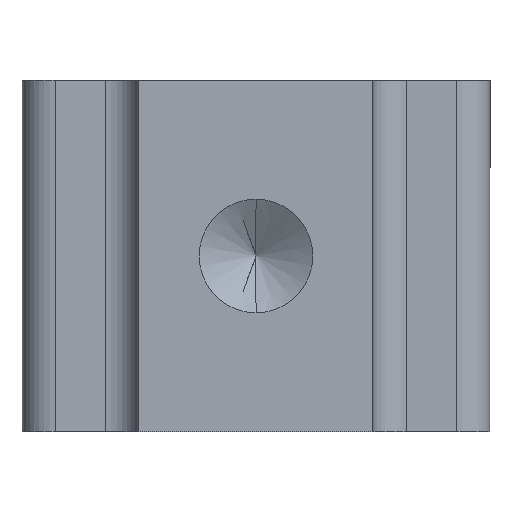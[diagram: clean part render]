
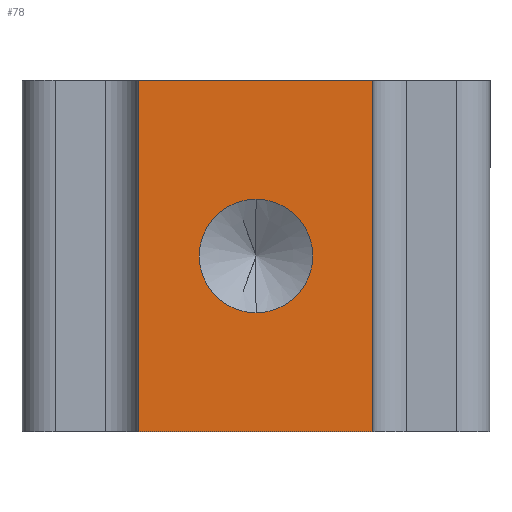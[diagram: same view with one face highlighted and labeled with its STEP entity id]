
A CAD part, front view. The second image highlights one B-rep face of the part: STEP entity #78.
In plain terms, the highlighted planar face has unit normal (0, -1, 0).
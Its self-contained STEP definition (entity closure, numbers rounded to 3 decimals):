
#1 = DIRECTION ( 'NONE',  ( 0., 0., 1. ) ) ;
#5 = LINE ( 'NONE', #438, #660 ) ;
#6 = ORIENTED_EDGE ( 'NONE', *, *, #129, .F. ) ;
#12 = CARTESIAN_POINT ( 'NONE',  ( -7., 0., -10.5 ) ) ;
#13 = EDGE_CURVE ( 'NONE', #579, #475, #73, .T. ) ;
#17 = CARTESIAN_POINT ( 'NONE',  ( 0., 0., 0. ) ) ;
#34 = ORIENTED_EDGE ( 'NONE', *, *, #382, .F. ) ;
#37 = EDGE_LOOP ( 'NONE', ( #34, #6 ) ) ;
#38 = DIRECTION ( 'NONE',  ( 0., 1., 0. ) ) ;
#40 = AXIS2_PLACEMENT_3D ( 'NONE', #546, #38, #592 ) ;
#56 = ORIENTED_EDGE ( 'NONE', *, *, #212, .F. ) ;
#62 = CIRCLE ( 'NONE', #389, 3.4 ) ;
#73 = LINE ( 'NONE', #676, #285 ) ;
#78 = ADVANCED_FACE ( 'NONE', ( #362, #423 ), #208, .F. ) ;
#82 = CARTESIAN_POINT ( 'NONE',  ( 7., 0., -10.5 ) ) ;
#124 = ORIENTED_EDGE ( 'NONE', *, *, #232, .T. ) ;
#129 = EDGE_CURVE ( 'NONE', #145, #226, #483, .T. ) ;
#145 = VERTEX_POINT ( 'NONE', #533 ) ;
#159 = AXIS2_PLACEMENT_3D ( 'NONE', #491, #536, #419 ) ;
#188 = CARTESIAN_POINT ( 'NONE',  ( -7., 0., -10.5 ) ) ;
#208 = PLANE ( 'NONE',  #40 ) ;
#212 = EDGE_CURVE ( 'NONE', #562, #449, #5, .T. ) ;
#226 = VERTEX_POINT ( 'NONE', #287 ) ;
#232 = EDGE_CURVE ( 'NONE', #579, #449, #561, .T. ) ;
#244 = DIRECTION ( 'NONE',  ( -1., 0., 0. ) ) ;
#276 = DIRECTION ( 'NONE',  ( 1., 0., 0. ) ) ;
#285 = VECTOR ( 'NONE', #244, 1000. ) ;
#287 = CARTESIAN_POINT ( 'NONE',  ( 0., 0., -3.4 ) ) ;
#290 = DIRECTION ( 'NONE',  ( 0., 0., 1. ) ) ;
#298 = CARTESIAN_POINT ( 'NONE',  ( 7., 0., 10.5 ) ) ;
#309 = VECTOR ( 'NONE', #1, 1000. ) ;
#334 = ORIENTED_EDGE ( 'NONE', *, *, #13, .F. ) ;
#362 = FACE_BOUND ( 'NONE', #37, .T. ) ;
#382 = EDGE_CURVE ( 'NONE', #226, #145, #62, .T. ) ;
#389 = AXIS2_PLACEMENT_3D ( 'NONE', #17, #569, #516 ) ;
#419 = DIRECTION ( 'NONE',  ( 0., 0., -1. ) ) ;
#423 = FACE_OUTER_BOUND ( 'NONE', #583, .T. ) ;
#438 = CARTESIAN_POINT ( 'NONE',  ( -14., 0., 10.5 ) ) ;
#449 = VERTEX_POINT ( 'NONE', #298 ) ;
#475 = VERTEX_POINT ( 'NONE', #188 ) ;
#482 = ORIENTED_EDGE ( 'NONE', *, *, #500, .F. ) ;
#483 = CIRCLE ( 'NONE', #159, 3.4 ) ;
#484 = VECTOR ( 'NONE', #290, 1000. ) ;
#491 = CARTESIAN_POINT ( 'NONE',  ( 0., 0., 0. ) ) ;
#500 = EDGE_CURVE ( 'NONE', #475, #562, #560, .T. ) ;
#516 = DIRECTION ( 'NONE',  ( 0., 0., -1. ) ) ;
#521 = CARTESIAN_POINT ( 'NONE',  ( -7., 0., 10.5 ) ) ;
#533 = CARTESIAN_POINT ( 'NONE',  ( 0., 0., 3.4 ) ) ;
#536 = DIRECTION ( 'NONE',  ( 0., -1., 0. ) ) ;
#546 = CARTESIAN_POINT ( 'NONE',  ( 0., 0., 0. ) ) ;
#556 = CARTESIAN_POINT ( 'NONE',  ( 7., 0., -10.5 ) ) ;
#560 = LINE ( 'NONE', #12, #484 ) ;
#561 = LINE ( 'NONE', #556, #309 ) ;
#562 = VERTEX_POINT ( 'NONE', #521 ) ;
#569 = DIRECTION ( 'NONE',  ( 0., -1., 0. ) ) ;
#579 = VERTEX_POINT ( 'NONE', #82 ) ;
#583 = EDGE_LOOP ( 'NONE', ( #124, #56, #482, #334 ) ) ;
#592 = DIRECTION ( 'NONE',  ( 0., 0., 1. ) ) ;
#660 = VECTOR ( 'NONE', #276, 1000. ) ;
#676 = CARTESIAN_POINT ( 'NONE',  ( -14., 0., -10.5 ) ) ;
